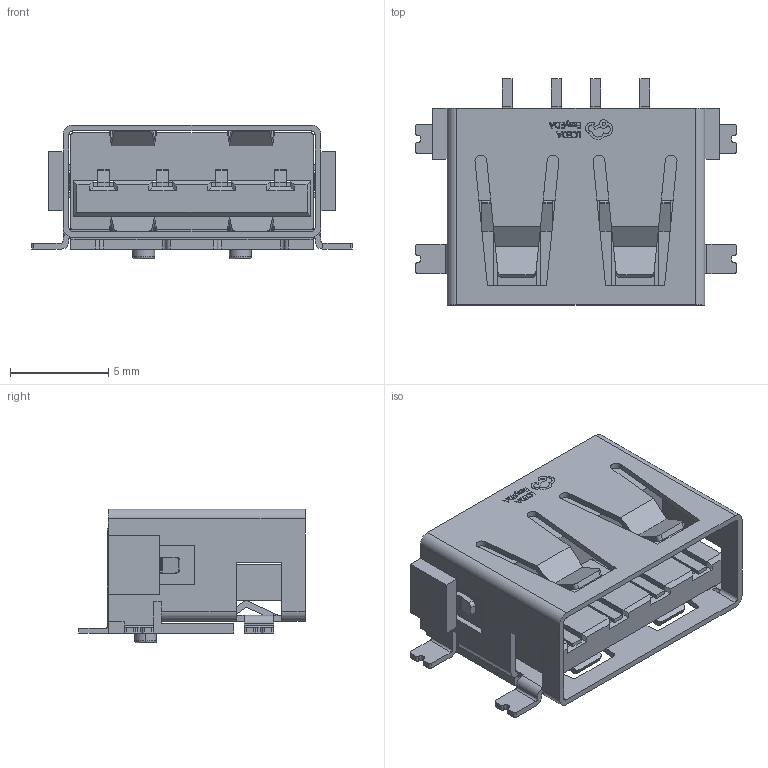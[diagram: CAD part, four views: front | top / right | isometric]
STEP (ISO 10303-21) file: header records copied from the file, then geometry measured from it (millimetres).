
FILE_DESCRIPTION (( 'STEP AP214' ), '1' );
FILE_NAME ('USB-A-SMD_U-A-24SS-W-2.step', '2022-07-15T08:11:43', ( '' ), ( '' ), 'SwSTEP 2.0', 'SolidWorks 2020', '' );
FILE_SCHEMA (( 'AUTOMOTIVE_DESIGN' ));
Length unit declared in the file: millimetre
Products named in the file (1): USB-A-SMD_U-A-24SS-W-2
Bounding box: 16.3 x 11.5 x 6.8 mm (x, y, z)
Volume: 480.2 mm3; surface area: 1368.3 mm2
Topology: 13 solids, 13 shells, 777 faces, 2171 edges, 1434 vertices
Faces by surface type: plane 529, cylinder 132, bspline 112, torus 4
Entity records: 34674 total; most frequent: CARTESIAN_POINT 6535, ORIENTED_EDGE 4342, DIRECTION 3515, EDGE_CURVE 2171, LINE 1671, VECTOR 1671, VERTEX_POINT 1434, AXIS2_PLACEMENT_3D 922
